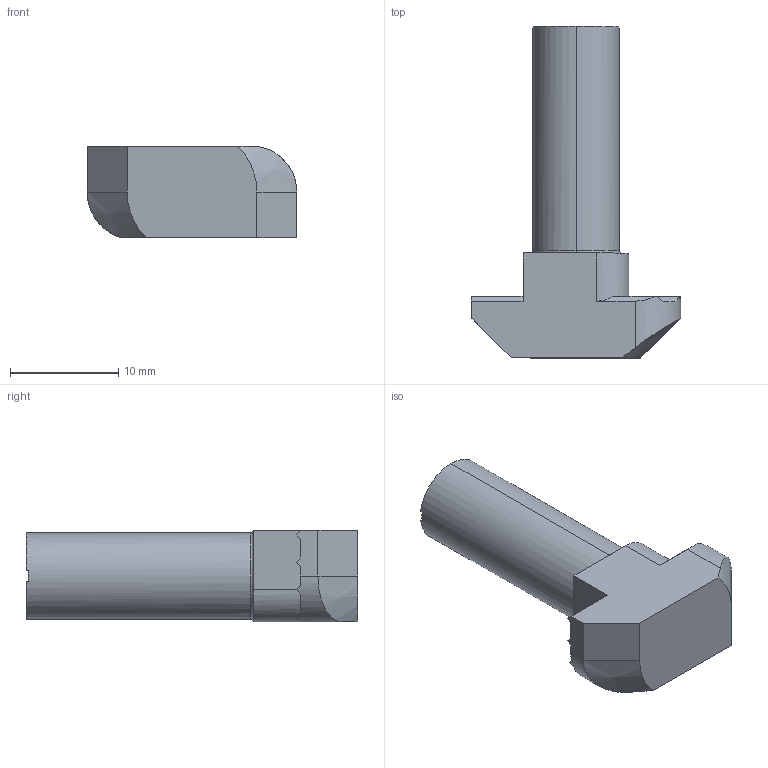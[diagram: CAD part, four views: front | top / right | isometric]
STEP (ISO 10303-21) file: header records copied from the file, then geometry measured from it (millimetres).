
FILE_DESCRIPTION (( 'STEP AP214' ), '1' );
FILE_NAME ('SNSD.30.51.51. Ò-Áîëò Ì8õ25, ïàç 10(D22).STEP', '2014-12-01T14:05:03', ( 'XTreme.ws' ), ( 'XTreme.ws' ), 'SwSTEP 2.0', 'SolidWorks 2014', '' );
FILE_SCHEMA (( 'AUTOMOTIVE_DESIGN' ));
Length unit declared in the file: millimetre
Products named in the file (1): SNSD.30.51.51. Ò-Áîëò Ì8õ25, ïàç 10(D22)
Bounding box: 19.4 x 30.7 x 8.5 mm (x, y, z)
Volume: 2138.4 mm3; surface area: 1223.5 mm2
Topology: 1 solids, 1 shells, 47 faces, 128 edges, 84 vertices
Faces by surface type: plane 37, cylinder 6, torus 2, cone 2
Entity records: 1558 total; most frequent: CARTESIAN_POINT 346, ORIENTED_EDGE 256, DIRECTION 226, EDGE_CURVE 128, VECTOR 86, LINE 86, VERTEX_POINT 84, AXIS2_PLACEMENT_3D 70
